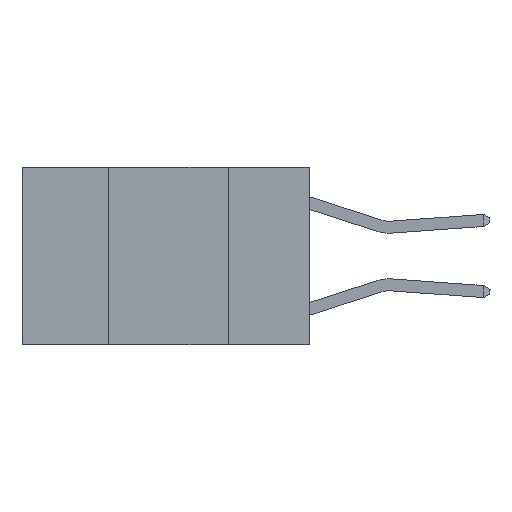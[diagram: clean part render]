
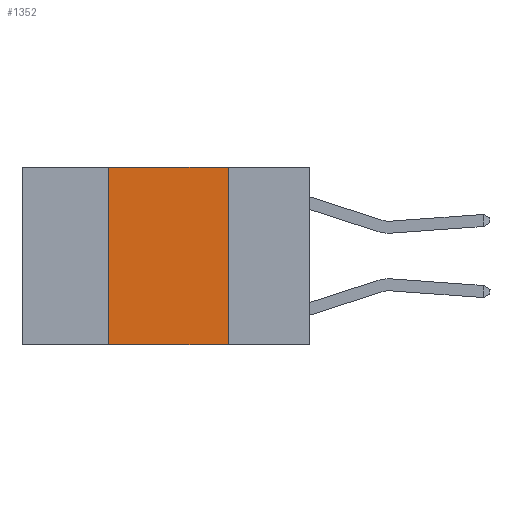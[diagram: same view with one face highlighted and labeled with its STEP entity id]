
A CAD part, left-side view. The second image highlights one B-rep face of the part: STEP entity #1352.
In plain terms, the highlighted planar face has unit normal (-1, 0, 0).
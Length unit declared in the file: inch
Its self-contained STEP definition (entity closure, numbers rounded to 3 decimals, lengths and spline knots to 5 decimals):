
#83 = CARTESIAN_POINT ( 'NONE',  ( 0., 0.17, -0.37 ) ) ;
#86 = VECTOR ( 'NONE', #4939, 39.37008 ) ;
#1288 = VERTEX_POINT ( 'NONE', #10704 ) ;
#1352 = ADVANCED_FACE ( 'NONE', ( #6094 ), #9735, .F. ) ;
#1548 = EDGE_CURVE ( 'NONE', #3334, #1288, #3260, .T. ) ;
#1850 = ORIENTED_EDGE ( 'NONE', *, *, #8152, .F. ) ;
#1954 = VECTOR ( 'NONE', #4771, 39.37008 ) ;
#2229 = LINE ( 'NONE', #3922, #1954 ) ;
#2632 = LINE ( 'NONE', #3243, #86 ) ;
#2673 = EDGE_LOOP ( 'NONE', ( #1850, #5651, #2848, #5165 ) ) ;
#2848 = ORIENTED_EDGE ( 'NONE', *, *, #8327, .F. ) ;
#3243 = CARTESIAN_POINT ( 'NONE',  ( 0., 0.42, 0. ) ) ;
#3260 = LINE ( 'NONE', #6716, #5450 ) ;
#3334 = VERTEX_POINT ( 'NONE', #8975 ) ;
#3922 = CARTESIAN_POINT ( 'NONE',  ( 0., 0.17, 0. ) ) ;
#4771 = DIRECTION ( 'NONE',  ( 0., 0., -1. ) ) ;
#4939 = DIRECTION ( 'NONE',  ( 0., 0., 1. ) ) ;
#5149 = CARTESIAN_POINT ( 'NONE',  ( 0., 0.6, -0.37 ) ) ;
#5165 = ORIENTED_EDGE ( 'NONE', *, *, #8478, .T. ) ;
#5207 = LINE ( 'NONE', #5149, #7437 ) ;
#5450 = VECTOR ( 'NONE', #6779, 39.37008 ) ;
#5651 = ORIENTED_EDGE ( 'NONE', *, *, #1548, .F. ) ;
#5961 = DIRECTION ( 'NONE',  ( 0., -1., 0. ) ) ;
#6017 = CARTESIAN_POINT ( 'NONE',  ( 0., 0.42, -0.37 ) ) ;
#6094 = FACE_OUTER_BOUND ( 'NONE', #2673, .T. ) ;
#6716 = CARTESIAN_POINT ( 'NONE',  ( 0., 0.6, 0. ) ) ;
#6779 = DIRECTION ( 'NONE',  ( 0., -1., 0. ) ) ;
#7301 = AXIS2_PLACEMENT_3D ( 'NONE', #9786, #9685, #9628 ) ;
#7437 = VECTOR ( 'NONE', #5961, 39.37008 ) ;
#7909 = VERTEX_POINT ( 'NONE', #83 ) ;
#8152 = EDGE_CURVE ( 'NONE', #1288, #7909, #2229, .T. ) ;
#8327 = EDGE_CURVE ( 'NONE', #9738, #3334, #2632, .T. ) ;
#8478 = EDGE_CURVE ( 'NONE', #9738, #7909, #5207, .T. ) ;
#8975 = CARTESIAN_POINT ( 'NONE',  ( 0., 0.42, 0. ) ) ;
#9628 = DIRECTION ( 'NONE',  ( 0., 0., -1. ) ) ;
#9685 = DIRECTION ( 'NONE',  ( 1., 0., 0. ) ) ;
#9735 = PLANE ( 'NONE',  #7301 ) ;
#9738 = VERTEX_POINT ( 'NONE', #6017 ) ;
#9786 = CARTESIAN_POINT ( 'NONE',  ( 0., 0.6, 0. ) ) ;
#10704 = CARTESIAN_POINT ( 'NONE',  ( 0., 0.17, 0. ) ) ;
